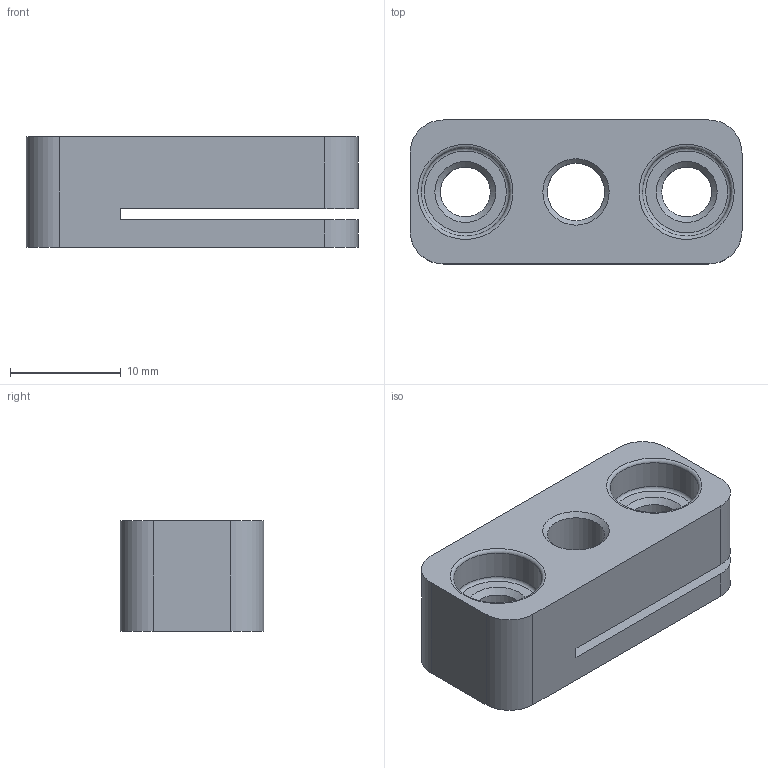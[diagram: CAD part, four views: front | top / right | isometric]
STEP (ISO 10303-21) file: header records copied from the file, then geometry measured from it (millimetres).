
FILE_DESCRIPTION( ( 'STEP AP214' ), '1' );
FILE_NAME( 'K0638.3061.stp', '2020-12-09T09:49:16', ( '' ), ( '' ), ' ', 'PARTsolutions', ' ' );
FILE_SCHEMA( ( 'AUTOMOTIVE_DESIGN { 1 0 10303 214 1 1 1 1 }' ) );
Length unit declared in the file: millimetre
Products named in the file (1): _K0638.3061
Bounding box: 30 x 13 x 10 mm (x, y, z)
Volume: 2819.7 mm3; surface area: 2363.3 mm2
Topology: 1 solids, 1 shells, 35 faces, 83 edges, 52 vertices
Faces by surface type: cylinder 14, plane 11, cone 6, torus 4
Full cylindrical faces by diameter (mm): 4.5 x3, 5.188 x2, 8 x2
Entity records: 1246 total; most frequent: DIRECTION 176, CARTESIAN_POINT 154, ORIENTED_EDGE 132, AXIS2_PLACEMENT_3D 74, EDGE_CURVE 66, EDGE_LOOP 64, VERTEX_POINT 52, FACE_OUTER_BOUND 46
